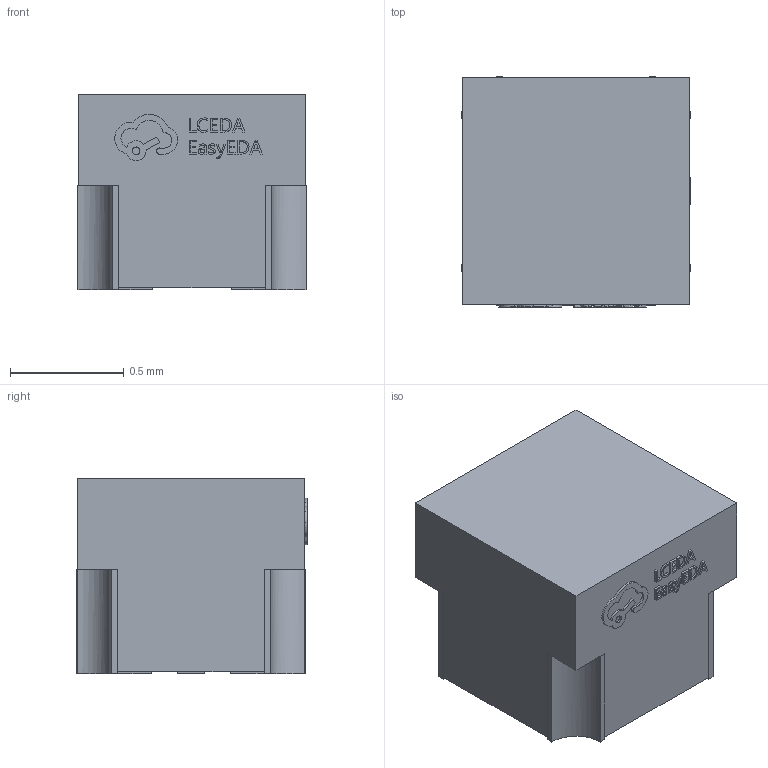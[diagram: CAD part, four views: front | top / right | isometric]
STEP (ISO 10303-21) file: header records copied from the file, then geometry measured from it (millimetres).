
FILE_DESCRIPTION (( 'STEP AP214' ), '1' );
FILE_NAME ('LED-ARRAY-SMD_4P-L1.0-W1.0-TR_NH-B1010RGBT.step', '2022-07-08T11:14:53', ( '' ), ( '' ), 'SwSTEP 2.0', 'SolidWorks 2020', '' );
FILE_SCHEMA (( 'AUTOMOTIVE_DESIGN' ));
Length unit declared in the file: millimetre
Products named in the file (1): LED-ARRAY-SMD_4P-L1.0-W1.0-TR_NH-B1010RGBT
Bounding box: 1 x 1.01 x 0.86 mm (x, y, z)
Volume: 0.8 mm3; surface area: 5.4 mm2
Topology: 1 solids, 1 shells, 290 faces, 797 edges, 528 vertices
Faces by surface type: plane 186, bspline 98, cylinder 6
Entity records: 12844 total; most frequent: CARTESIAN_POINT 2922, ORIENTED_EDGE 1594, DIRECTION 1001, EDGE_CURVE 797, LINE 579, VECTOR 579, VERTEX_POINT 528, EDGE_LOOP 309
